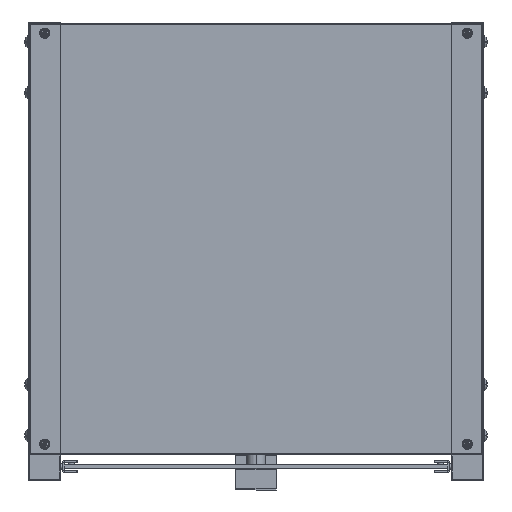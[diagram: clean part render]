
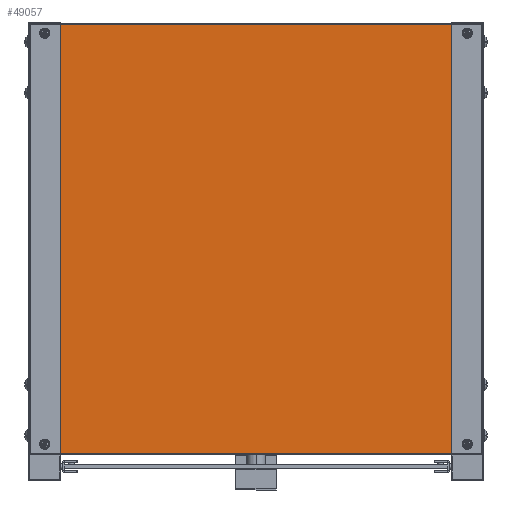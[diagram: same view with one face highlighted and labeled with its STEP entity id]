
A CAD part, left-side view. The second image highlights one B-rep face of the part: STEP entity #49057.
In plain terms, the highlighted face is planar.
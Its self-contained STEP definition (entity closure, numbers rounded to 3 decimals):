
#25 = CARTESIAN_POINT ( 'NONE',  ( 211.75, 0., -222.5 ) ) ;
#132 = CIRCLE ( 'NONE', #34745, 1.7 ) ;
#692 = EDGE_LOOP ( 'NONE', ( #44295, #19575, #38279, #19119 ) ) ;
#1419 = LINE ( 'NONE', #18675, #13959 ) ;
#1880 = DIRECTION ( 'NONE',  ( 0., 0., 1. ) ) ;
#2914 = CIRCLE ( 'NONE', #5204, 1.7 ) ;
#3200 = VERTEX_POINT ( 'NONE', #24499 ) ;
#3249 = AXIS2_PLACEMENT_3D ( 'NONE', #56050, #28100, #8608 ) ;
#3571 = VERTEX_POINT ( 'NONE', #38392 ) ;
#3914 = EDGE_CURVE ( 'NONE', #24796, #26071, #48111, .T. ) ;
#5204 = AXIS2_PLACEMENT_3D ( 'NONE', #48245, #57691, #34498 ) ;
#5439 = PLANE ( 'NONE',  #33627 ) ;
#5489 = CARTESIAN_POINT ( 'NONE',  ( 201.75, 0., 205.8 ) ) ;
#6548 = CIRCLE ( 'NONE', #3249, 1.7 ) ;
#6706 = DIRECTION ( 'NONE',  ( 0., 0., -1. ) ) ;
#6738 = EDGE_CURVE ( 'NONE', #16564, #3571, #49306, .T. ) ;
#8226 = VERTEX_POINT ( 'NONE', #58318 ) ;
#8608 = DIRECTION ( 'NONE',  ( 0., 0., 1. ) ) ;
#10139 = DIRECTION ( 'NONE',  ( 1., 0., 0. ) ) ;
#12019 = CARTESIAN_POINT ( 'NONE',  ( 211.75, 0., -222.5 ) ) ;
#13959 = VECTOR ( 'NONE', #51551, 1000. ) ;
#14044 = DIRECTION ( 'NONE',  ( 0., 0., -1. ) ) ;
#14216 = LINE ( 'NONE', #25, #45779 ) ;
#14924 = DIRECTION ( 'NONE',  ( 0., -1., 0. ) ) ;
#15313 = DIRECTION ( 'NONE',  ( 0., 0., -1. ) ) ;
#15527 = ORIENTED_EDGE ( 'NONE', *, *, #6738, .F. ) ;
#15946 = ORIENTED_EDGE ( 'NONE', *, *, #58117, .F. ) ;
#16564 = VERTEX_POINT ( 'NONE', #5489 ) ;
#17757 = EDGE_LOOP ( 'NONE', ( #15946, #33217 ) ) ;
#18675 = CARTESIAN_POINT ( 'NONE',  ( -211.75, 0., -222.5 ) ) ;
#18775 = CIRCLE ( 'NONE', #26020, 1.7 ) ;
#19119 = ORIENTED_EDGE ( 'NONE', *, *, #54561, .F. ) ;
#19575 = ORIENTED_EDGE ( 'NONE', *, *, #46601, .F. ) ;
#19660 = AXIS2_PLACEMENT_3D ( 'NONE', #45439, #54503, #54305 ) ;
#20064 = DIRECTION ( 'NONE',  ( 0., -1., 0. ) ) ;
#21845 = CARTESIAN_POINT ( 'NONE',  ( -211.75, 0., -222.5 ) ) ;
#22752 = LINE ( 'NONE', #12019, #58040 ) ;
#24499 = CARTESIAN_POINT ( 'NONE',  ( 211.75, 0., 222.5 ) ) ;
#24781 = DIRECTION ( 'NONE',  ( 0., 0., -1. ) ) ;
#24796 = VERTEX_POINT ( 'NONE', #32481 ) ;
#24970 = CARTESIAN_POINT ( 'NONE',  ( 0., 0., 0. ) ) ;
#25310 = EDGE_CURVE ( 'NONE', #33821, #33412, #132, .T. ) ;
#25817 = CARTESIAN_POINT ( 'NONE',  ( 201.75, 0., -207.5 ) ) ;
#26020 = AXIS2_PLACEMENT_3D ( 'NONE', #48188, #48393, #52741 ) ;
#26071 = VERTEX_POINT ( 'NONE', #57808 ) ;
#27911 = EDGE_LOOP ( 'NONE', ( #33332, #59019 ) ) ;
#28100 = DIRECTION ( 'NONE',  ( 0., -1., 0. ) ) ;
#30374 = CARTESIAN_POINT ( 'NONE',  ( -201.75, 0., -209.2 ) ) ;
#30552 = DIRECTION ( 'NONE',  ( 0., -1., 0. ) ) ;
#30913 = CIRCLE ( 'NONE', #31315, 1.7 ) ;
#31315 = AXIS2_PLACEMENT_3D ( 'NONE', #38744, #14924, #47769 ) ;
#31566 = CARTESIAN_POINT ( 'NONE',  ( -201.75, 0., -205.8 ) ) ;
#32481 = CARTESIAN_POINT ( 'NONE',  ( 201.75, 0., -205.8 ) ) ;
#33217 = ORIENTED_EDGE ( 'NONE', *, *, #3914, .F. ) ;
#33332 = ORIENTED_EDGE ( 'NONE', *, *, #34942, .F. ) ;
#33412 = VERTEX_POINT ( 'NONE', #34186 ) ;
#33627 = AXIS2_PLACEMENT_3D ( 'NONE', #24970, #47573, #15313 ) ;
#33632 = VERTEX_POINT ( 'NONE', #21845 ) ;
#33821 = VERTEX_POINT ( 'NONE', #47062 ) ;
#34186 = CARTESIAN_POINT ( 'NONE',  ( -201.75, 0., 205.8 ) ) ;
#34498 = DIRECTION ( 'NONE',  ( 0., 0., -1. ) ) ;
#34745 = AXIS2_PLACEMENT_3D ( 'NONE', #38754, #20064, #24781 ) ;
#34806 = EDGE_CURVE ( 'NONE', #33632, #8226, #1419, .T. ) ;
#34837 = EDGE_CURVE ( 'NONE', #57558, #37039, #6548, .T. ) ;
#34873 = VECTOR ( 'NONE', #10139, 1000. ) ;
#34942 = EDGE_CURVE ( 'NONE', #33412, #33821, #2914, .T. ) ;
#35084 = ORIENTED_EDGE ( 'NONE', *, *, #36187, .F. ) ;
#36187 = EDGE_CURVE ( 'NONE', #37039, #57558, #36652, .T. ) ;
#36345 = LINE ( 'NONE', #52669, #34873 ) ;
#36652 = CIRCLE ( 'NONE', #38363, 1.7 ) ;
#36751 = ORIENTED_EDGE ( 'NONE', *, *, #53544, .F. ) ;
#37039 = VERTEX_POINT ( 'NONE', #31566 ) ;
#37857 = FACE_BOUND ( 'NONE', #48899, .T. ) ;
#38279 = ORIENTED_EDGE ( 'NONE', *, *, #43027, .F. ) ;
#38363 = AXIS2_PLACEMENT_3D ( 'NONE', #39697, #48918, #1880 ) ;
#38392 = CARTESIAN_POINT ( 'NONE',  ( 201.75, 0., 209.2 ) ) ;
#38744 = CARTESIAN_POINT ( 'NONE',  ( 201.75, 0., -207.5 ) ) ;
#38754 = CARTESIAN_POINT ( 'NONE',  ( -201.75, 0., 207.5 ) ) ;
#39352 = FACE_BOUND ( 'NONE', #17757, .T. ) ;
#39697 = CARTESIAN_POINT ( 'NONE',  ( -201.75, 0., -207.5 ) ) ;
#39930 = AXIS2_PLACEMENT_3D ( 'NONE', #25817, #30552, #6706 ) ;
#43027 = EDGE_CURVE ( 'NONE', #3200, #50107, #14216, .T. ) ;
#44295 = ORIENTED_EDGE ( 'NONE', *, *, #34806, .F. ) ;
#45439 = CARTESIAN_POINT ( 'NONE',  ( 201.75, 0., 207.5 ) ) ;
#45779 = VECTOR ( 'NONE', #14044, 1000. ) ;
#46601 = EDGE_CURVE ( 'NONE', #50107, #33632, #22752, .T. ) ;
#47062 = CARTESIAN_POINT ( 'NONE',  ( -201.75, 0., 209.2 ) ) ;
#47573 = DIRECTION ( 'NONE',  ( 0., -1., 0. ) ) ;
#47769 = DIRECTION ( 'NONE',  ( 0., 0., -1. ) ) ;
#48111 = CIRCLE ( 'NONE', #39930, 1.7 ) ;
#48188 = CARTESIAN_POINT ( 'NONE',  ( 201.75, 0., 207.5 ) ) ;
#48245 = CARTESIAN_POINT ( 'NONE',  ( -201.75, 0., 207.5 ) ) ;
#48393 = DIRECTION ( 'NONE',  ( 0., -1., 0. ) ) ;
#48899 = EDGE_LOOP ( 'NONE', ( #60639, #35084 ) ) ;
#48918 = DIRECTION ( 'NONE',  ( 0., -1., 0. ) ) ;
#49057 = ADVANCED_FACE ( 'NONE', ( #55452, #37857, #51828, #39352, #52546 ), #5439, .T. ) ;
#49306 = CIRCLE ( 'NONE', #19660, 1.7 ) ;
#50107 = VERTEX_POINT ( 'NONE', #52406 ) ;
#51551 = DIRECTION ( 'NONE',  ( 0., 0., 1. ) ) ;
#51828 = FACE_BOUND ( 'NONE', #58312, .T. ) ;
#52406 = CARTESIAN_POINT ( 'NONE',  ( 211.75, 0., -222.5 ) ) ;
#52546 = FACE_OUTER_BOUND ( 'NONE', #692, .T. ) ;
#52669 = CARTESIAN_POINT ( 'NONE',  ( 211.75, 0., 222.5 ) ) ;
#52741 = DIRECTION ( 'NONE',  ( 0., 0., 1. ) ) ;
#53544 = EDGE_CURVE ( 'NONE', #3571, #16564, #18775, .T. ) ;
#54305 = DIRECTION ( 'NONE',  ( 0., 0., 1. ) ) ;
#54503 = DIRECTION ( 'NONE',  ( 0., -1., 0. ) ) ;
#54561 = EDGE_CURVE ( 'NONE', #8226, #3200, #36345, .T. ) ;
#54920 = DIRECTION ( 'NONE',  ( -1., 0., 0. ) ) ;
#55452 = FACE_BOUND ( 'NONE', #27911, .T. ) ;
#56050 = CARTESIAN_POINT ( 'NONE',  ( -201.75, 0., -207.5 ) ) ;
#57558 = VERTEX_POINT ( 'NONE', #30374 ) ;
#57691 = DIRECTION ( 'NONE',  ( 0., -1., 0. ) ) ;
#57808 = CARTESIAN_POINT ( 'NONE',  ( 201.75, 0., -209.2 ) ) ;
#58040 = VECTOR ( 'NONE', #54920, 1000. ) ;
#58117 = EDGE_CURVE ( 'NONE', #26071, #24796, #30913, .T. ) ;
#58312 = EDGE_LOOP ( 'NONE', ( #15527, #36751 ) ) ;
#58318 = CARTESIAN_POINT ( 'NONE',  ( -211.75, 0., 222.5 ) ) ;
#59019 = ORIENTED_EDGE ( 'NONE', *, *, #25310, .F. ) ;
#60639 = ORIENTED_EDGE ( 'NONE', *, *, #34837, .F. ) ;
